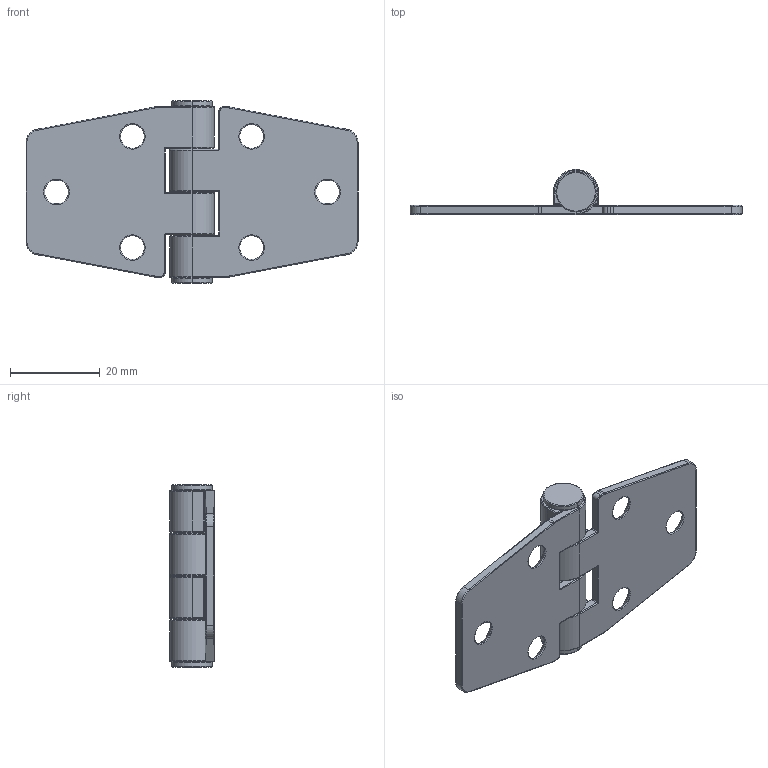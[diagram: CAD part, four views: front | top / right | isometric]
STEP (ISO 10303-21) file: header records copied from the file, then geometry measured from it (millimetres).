
FILE_DESCRIPTION (( 'STEP AP203' ), '1' );
FILE_NAME ('CLS-A010.STEP', '2016-06-13T05:07:51', ( '' ), ( '' ), 'SwSTEP 2.0', 'SolidWorks 2010', '' );
FILE_SCHEMA (( 'CONFIG_CONTROL_DESIGN' ));
Length unit declared in the file: millimetre
Products named in the file (3): PIN; 鉸鏈片; CLS-A010
Assembly tree (3 placements, depth 2):
  CLS-A010
    鉸鏈片  x2
    PIN
Bounding box: 74 x 10 x 40.6 mm (x, y, z)
Volume: 6881.7 mm3; surface area: 7797.5 mm2
Topology: 3 solids, 3 shells, 258 faces, 598 edges, 332 vertices
Faces by surface type: cylinder 102, torus 88, plane 40, sphere 16, cone 12
Entity records: 4229 total; most frequent: DIRECTION 808, CARTESIAN_POINT 636, ORIENTED_EDGE 624, AXIS2_PLACEMENT_3D 350, EDGE_CURVE 312, CIRCLE 204, VERTEX_POINT 178, EDGE_LOOP 148
